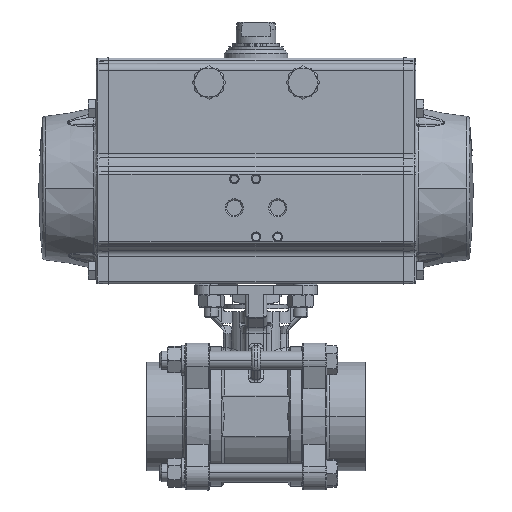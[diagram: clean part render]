
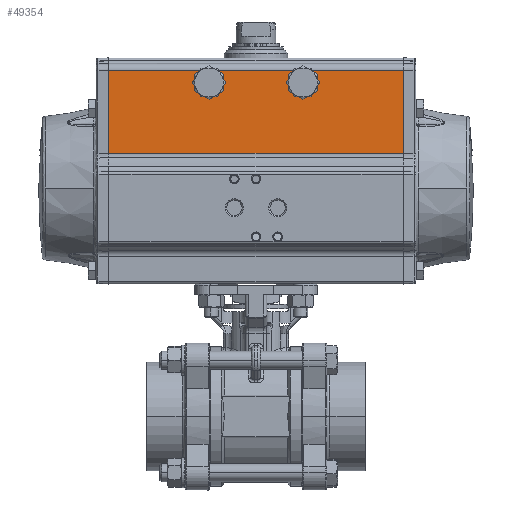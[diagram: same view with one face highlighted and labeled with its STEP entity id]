
A CAD part, top view. The second image highlights one B-rep face of the part: STEP entity #49354.
In plain terms, the highlighted planar face has unit normal (0, 0, 1).
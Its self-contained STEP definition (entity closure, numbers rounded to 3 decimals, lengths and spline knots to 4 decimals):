
#221 = EDGE_CURVE ( 'NONE', #9584, #80111, #61215, .T. ) ;
#276 = VECTOR ( 'NONE', #42166, 39.3701 ) ;
#955 = EDGE_CURVE ( 'NONE', #63123, #80111, #2323, .T. ) ;
#2323 = LINE ( 'NONE', #35360, #276 ) ;
#5705 = CARTESIAN_POINT ( 'NONE',  ( -3.2087, 4.5876, 1.7323 ) ) ;
#6461 = CARTESIAN_POINT ( 'NONE',  ( 3.2087, 4.5876, 1.7323 ) ) ;
#7291 = VERTEX_POINT ( 'NONE', #51913 ) ;
#9584 = VERTEX_POINT ( 'NONE', #9612 ) ;
#9612 = CARTESIAN_POINT ( 'NONE',  ( -0.8456, 6.3902, 1.7323 ) ) ;
#12838 = CARTESIAN_POINT ( 'NONE',  ( 3.2087, 6.3902, 1.7323 ) ) ;
#14917 = EDGE_LOOP ( 'NONE', ( #23356, #37747, #24978, #68739, #77700, #41905, #30203, #73325 ) ) ;
#15191 = DIRECTION ( 'NONE',  ( 0., 0., -1. ) ) ;
#19024 = CARTESIAN_POINT ( 'NONE',  ( 0.8456, 6.3902, 1.7323 ) ) ;
#19477 = DIRECTION ( 'NONE',  ( 0., 0., 1. ) ) ;
#19988 = CARTESIAN_POINT ( 'NONE',  ( 3.2087, 6.3902, 1.7323 ) ) ;
#23356 = ORIENTED_EDGE ( 'NONE', *, *, #42384, .T. ) ;
#24294 = FACE_OUTER_BOUND ( 'NONE', #14917, .T. ) ;
#24978 = ORIENTED_EDGE ( 'NONE', *, *, #81501, .F. ) ;
#26790 = LINE ( 'NONE', #12838, #76571 ) ;
#30203 = ORIENTED_EDGE ( 'NONE', *, *, #221, .T. ) ;
#30666 = LINE ( 'NONE', #31165, #63132 ) ;
#30749 = AXIS2_PLACEMENT_3D ( 'NONE', #37212, #82666, #43726 ) ;
#31165 = CARTESIAN_POINT ( 'NONE',  ( 3.2087, 6.5476, 1.7323 ) ) ;
#31399 = CARTESIAN_POINT ( 'NONE',  ( 3.2087, 6.3902, 1.7323 ) ) ;
#31918 = LINE ( 'NONE', #41332, #47111 ) ;
#32329 = LINE ( 'NONE', #47354, #82129 ) ;
#33038 = VERTEX_POINT ( 'NONE', #19988 ) ;
#35360 = CARTESIAN_POINT ( 'NONE',  ( 3.2087, 6.3902, 1.7323 ) ) ;
#37212 = CARTESIAN_POINT ( 'NONE',  ( -1.0236, 6.1303, 1.7323 ) ) ;
#37747 = ORIENTED_EDGE ( 'NONE', *, *, #65988, .T. ) ;
#39215 = EDGE_CURVE ( 'NONE', #68005, #83621, #77905, .T. ) ;
#41332 = CARTESIAN_POINT ( 'NONE',  ( -3.2087, 4.5876, 1.7323 ) ) ;
#41905 = ORIENTED_EDGE ( 'NONE', *, *, #70706, .F. ) ;
#42166 = DIRECTION ( 'NONE',  ( 1., 0., 0. ) ) ;
#42384 = EDGE_CURVE ( 'NONE', #63123, #48843, #31918, .T. ) ;
#43060 = EDGE_CURVE ( 'NONE', #68005, #33038, #26790, .T. ) ;
#43271 = CARTESIAN_POINT ( 'NONE',  ( 1.2016, 6.3902, 1.7323 ) ) ;
#43726 = DIRECTION ( 'NONE',  ( 1., 0., 0. ) ) ;
#44205 = DIRECTION ( 'NONE',  ( 0., -1., 0. ) ) ;
#46087 = VECTOR ( 'NONE', #50985, 39.3701 ) ;
#47111 = VECTOR ( 'NONE', #67143, 39.3701 ) ;
#47354 = CARTESIAN_POINT ( 'NONE',  ( 3.2087, 4.5876, 1.7323 ) ) ;
#48843 = VERTEX_POINT ( 'NONE', #5705 ) ;
#49354 = ADVANCED_FACE ( 'NONE', ( #24294 ), #58311, .T. ) ;
#50985 = DIRECTION ( 'NONE',  ( 1., 0., 0. ) ) ;
#51913 = CARTESIAN_POINT ( 'NONE',  ( 3.2087, 4.5876, 1.7323 ) ) ;
#54024 = CARTESIAN_POINT ( 'NONE',  ( 1.0236, 6.1303, 1.7323 ) ) ;
#58311 = PLANE ( 'NONE',  #83136 ) ;
#60549 = DIRECTION ( 'NONE',  ( 0., 1., 0. ) ) ;
#61215 = CIRCLE ( 'NONE', #30749, 0.315 ) ;
#61769 = CARTESIAN_POINT ( 'NONE',  ( -1.2016, 6.3902, 1.7323 ) ) ;
#63123 = VERTEX_POINT ( 'NONE', #76619 ) ;
#63132 = VECTOR ( 'NONE', #44205, 39.3701 ) ;
#63366 = LINE ( 'NONE', #31399, #46087 ) ;
#64685 = DIRECTION ( 'NONE',  ( 1., 0., 0. ) ) ;
#64832 = DIRECTION ( 'NONE',  ( 1., 0., 0. ) ) ;
#65988 = EDGE_CURVE ( 'NONE', #48843, #7291, #32329, .T. ) ;
#66308 = AXIS2_PLACEMENT_3D ( 'NONE', #54024, #15191, #60549 ) ;
#67143 = DIRECTION ( 'NONE',  ( 0., -1., 0. ) ) ;
#68005 = VERTEX_POINT ( 'NONE', #43271 ) ;
#68739 = ORIENTED_EDGE ( 'NONE', *, *, #43060, .F. ) ;
#70706 = EDGE_CURVE ( 'NONE', #9584, #83621, #63366, .T. ) ;
#73325 = ORIENTED_EDGE ( 'NONE', *, *, #955, .F. ) ;
#76571 = VECTOR ( 'NONE', #64685, 39.3701 ) ;
#76619 = CARTESIAN_POINT ( 'NONE',  ( -3.2087, 6.3902, 1.7323 ) ) ;
#77700 = ORIENTED_EDGE ( 'NONE', *, *, #39215, .T. ) ;
#77905 = CIRCLE ( 'NONE', #66308, 0.315 ) ;
#79767 = DIRECTION ( 'NONE',  ( 1., 0., 0. ) ) ;
#80111 = VERTEX_POINT ( 'NONE', #61769 ) ;
#81501 = EDGE_CURVE ( 'NONE', #33038, #7291, #30666, .T. ) ;
#82129 = VECTOR ( 'NONE', #79767, 39.3701 ) ;
#82666 = DIRECTION ( 'NONE',  ( 0., 0., -1. ) ) ;
#83136 = AXIS2_PLACEMENT_3D ( 'NONE', #6461, #19477, #64832 ) ;
#83621 = VERTEX_POINT ( 'NONE', #19024 ) ;
